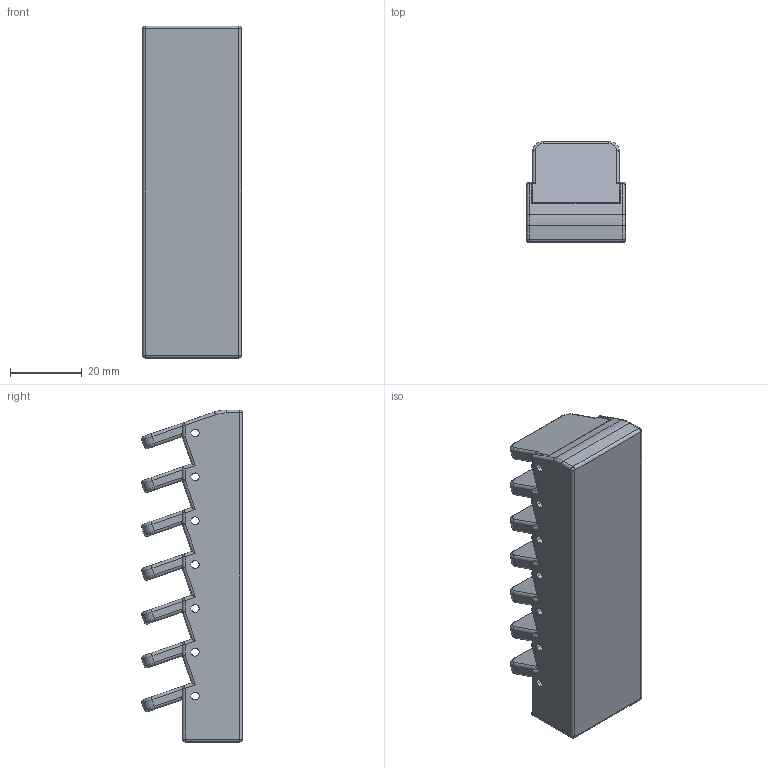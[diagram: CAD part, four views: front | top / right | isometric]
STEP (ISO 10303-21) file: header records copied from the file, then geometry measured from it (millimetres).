
FILE_DESCRIPTION (( 'STEP AP214' ), '1' );
FILE_NAME ('SV4 dock.STEP', '2024-12-09T00:35:02', ( '' ), ( '' ), 'MPSTEP 2.0', 'Macroplastics Offline CAD Suite', '' );
FILE_SCHEMA (( 'UwU' ));
Length unit declared in the file: millimetre
Products named in the file (1): SV4 dock
Bounding box: 27.65 x 28.1 x 92.68 mm (x, y, z)
Volume: 30076.5 mm3; surface area: 30322.9 mm2
Topology: 3 solids, 3 shells, 768 faces, 2122 edges, 1318 vertices
Faces by surface type: plane 424, cylinder 238, bspline 42, torus 30, sphere 30, cone 4
Entity records: 26118 total; most frequent: CARTESIAN_POINT 6666, ORIENTED_EDGE 4184, DIRECTION 3873, EDGE_CURVE 2092, LINE 1471, VECTOR 1471, VERTEX_POINT 1318, AXIS2_PLACEMENT_3D 1201
